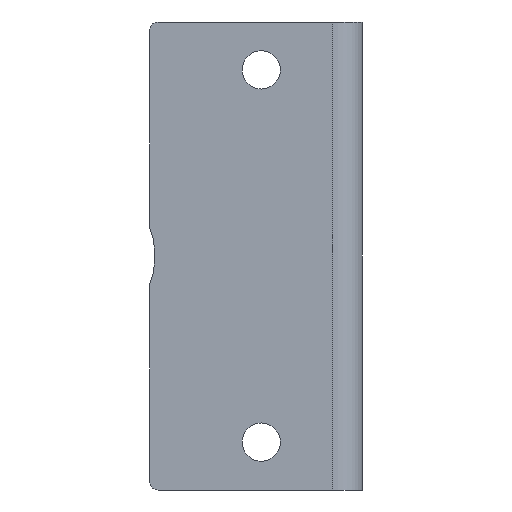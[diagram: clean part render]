
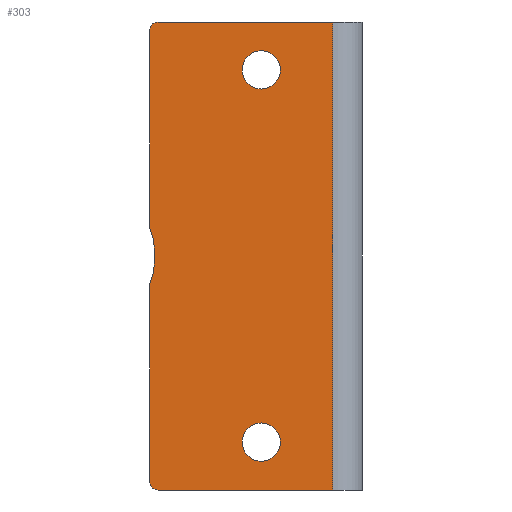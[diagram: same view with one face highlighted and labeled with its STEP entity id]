
A CAD part, left-side view. The second image highlights one B-rep face of the part: STEP entity #303.
In plain terms, the highlighted planar face has unit normal (-1, 0, 0).
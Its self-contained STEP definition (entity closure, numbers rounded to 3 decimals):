
#181=CARTESIAN_POINT('',(0.,14.,110.0));
#182=VERTEX_POINT('',#181);
#190=CARTESIAN_POINT('',(0.,14.,-110.0));
#191=VERTEX_POINT('',#190);
#192=CARTESIAN_POINT('',(0.,14.,110.0));
#193=DIRECTION('',(0.0,0.0,-1.0));
#194=VECTOR('',#193,220.0);
#195=LINE('',#192,#194);
#196=EDGE_CURVE('',#182,#191,#195,.T.);
#216=CARTESIAN_POINT('',(0.,0.0,0.0));
#217=DIRECTION('',(-1.0,0.0,0.0));
#218=DIRECTION('',(0.0,0.0,1.0));
#219=AXIS2_PLACEMENT_3D('',#216,#217,#218);
#220=PLANE('',#219);
#221=ORIENTED_EDGE('',*,*,#196,.F.);
#222=CARTESIAN_POINT('',(0.,96.0,110.0));
#223=VERTEX_POINT('',#222);
#224=CARTESIAN_POINT('',(0.,14.,110.0));
#225=DIRECTION('',(0.0,1.0,0.0));
#226=VECTOR('',#225,82.0);
#227=LINE('',#224,#226);
#228=EDGE_CURVE('',#182,#223,#227,.T.);
#229=ORIENTED_EDGE('',*,*,#228,.T.);
#230=CARTESIAN_POINT('',(0.,100.0,106.0));
#231=VERTEX_POINT('',#230);
#232=CARTESIAN_POINT('',(0.0,96.0,106.0));
#233=DIRECTION('',(1.,0.0,0.0));
#234=DIRECTION('',(0.0,0.707,0.707));
#235=AXIS2_PLACEMENT_3D('',#232,#233,#234);
#236=CIRCLE('',#235,4.);
#237=EDGE_CURVE('',#231,#223,#236,.T.);
#238=ORIENTED_EDGE('',*,*,#237,.F.);
#239=CARTESIAN_POINT('',(0.0,100.0,13.463));
#240=VERTEX_POINT('',#239);
#241=CARTESIAN_POINT('',(0.,100.0,106.0));
#242=DIRECTION('',(0.0,0.0,-1.0));
#243=VECTOR('',#242,92.537);
#244=LINE('',#241,#243);
#245=EDGE_CURVE('',#231,#240,#244,.T.);
#246=ORIENTED_EDGE('',*,*,#245,.T.);
#247=CARTESIAN_POINT('',(0.0,100.0,-13.463));
#248=VERTEX_POINT('',#247);
#249=CARTESIAN_POINT('',(0.0,135.0,0.0));
#250=DIRECTION('',(1.0,0.0,0.0));
#251=DIRECTION('',(0.0,0.0,-1.0));
#252=AXIS2_PLACEMENT_3D('',#249,#250,#251);
#253=CIRCLE('',#252,37.5);
#254=EDGE_CURVE('',#240,#248,#253,.T.);
#255=ORIENTED_EDGE('',*,*,#254,.T.);
#256=CARTESIAN_POINT('',(0.,100.0,-106.0));
#257=VERTEX_POINT('',#256);
#258=CARTESIAN_POINT('',(0.0,100.0,-13.463));
#259=DIRECTION('',(0.0,0.0,-1.0));
#260=VECTOR('',#259,92.537);
#261=LINE('',#258,#260);
#262=EDGE_CURVE('',#248,#257,#261,.T.);
#263=ORIENTED_EDGE('',*,*,#262,.T.);
#264=CARTESIAN_POINT('',(0.,96.0,-110.0));
#265=VERTEX_POINT('',#264);
#266=CARTESIAN_POINT('',(0.0,96.0,-106.0));
#267=DIRECTION('',(1.,0.0,0.0));
#268=DIRECTION('',(0.0,0.707,-0.707));
#269=AXIS2_PLACEMENT_3D('',#266,#267,#268);
#270=CIRCLE('',#269,4.);
#271=EDGE_CURVE('',#265,#257,#270,.T.);
#272=ORIENTED_EDGE('',*,*,#271,.F.);
#273=CARTESIAN_POINT('',(0.,96.0,-110.0));
#274=DIRECTION('',(0.0,-1.0,0.0));
#275=VECTOR('',#274,82.0);
#276=LINE('',#273,#275);
#277=EDGE_CURVE('',#265,#191,#276,.T.);
#278=ORIENTED_EDGE('',*,*,#277,.T.);
#279=EDGE_LOOP('',(#221,#229,#238,#246,#255,#263,#272,#278));
#280=FACE_OUTER_BOUND('',#279,.T.);
#281=CARTESIAN_POINT('',(0.,47.5,-78.5));
#282=VERTEX_POINT('',#281);
#283=CARTESIAN_POINT('',(0.0,47.5,-87.5));
#284=DIRECTION('',(1.0,0.0,0.0));
#285=DIRECTION('',(0.0,0.0,-1.0));
#286=AXIS2_PLACEMENT_3D('',#283,#284,#285);
#287=CIRCLE('',#286,9.0);
#288=EDGE_CURVE('',#282,#282,#287,.T.);
#289=ORIENTED_EDGE('',*,*,#288,.T.);
#290=EDGE_LOOP('',(#289));
#291=FACE_BOUND('',#290,.T.);
#292=CARTESIAN_POINT('',(0.,47.5,96.5));
#293=VERTEX_POINT('',#292);
#294=CARTESIAN_POINT('',(0.0,47.5,87.5));
#295=DIRECTION('',(1.0,0.0,0.0));
#296=DIRECTION('',(0.0,0.0,-1.0));
#297=AXIS2_PLACEMENT_3D('',#294,#295,#296);
#298=CIRCLE('',#297,9.0);
#299=EDGE_CURVE('',#293,#293,#298,.T.);
#300=ORIENTED_EDGE('',*,*,#299,.T.);
#301=EDGE_LOOP('',(#300));
#302=FACE_BOUND('',#301,.T.);
#303=ADVANCED_FACE('',(#280,#291,#302),#220,.T.);
